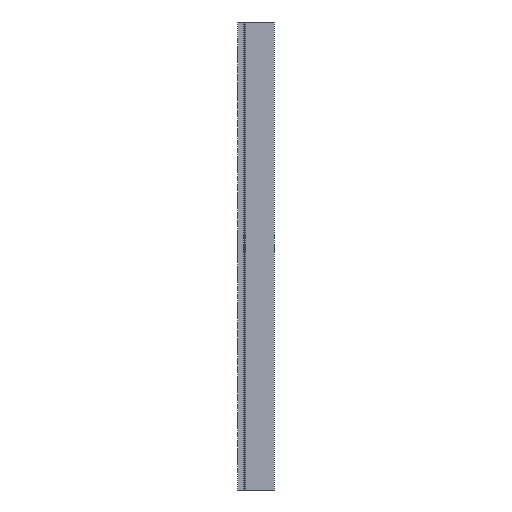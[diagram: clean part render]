
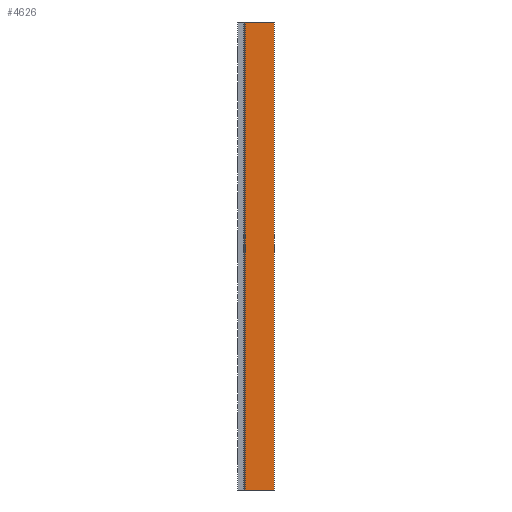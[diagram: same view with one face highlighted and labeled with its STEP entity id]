
A CAD part, left-side view. The second image highlights one B-rep face of the part: STEP entity #4626.
In plain terms, the highlighted planar face has unit normal (-1, 0, 0).
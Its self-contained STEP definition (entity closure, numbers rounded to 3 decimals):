
#628 = LINE ( 'NONE', #7934, #8462 ) ;
#1287 = VERTEX_POINT ( 'NONE', #13659 ) ;
#1639 = VECTOR ( 'NONE', #14553, 1000. ) ;
#2299 = ORIENTED_EDGE ( 'NONE', *, *, #6663, .F. ) ;
#2817 = EDGE_CURVE ( 'NONE', #10086, #1287, #628, .T. ) ;
#3003 = VECTOR ( 'NONE', #4591, 1000. ) ;
#3523 = CARTESIAN_POINT ( 'NONE',  ( -49., 0., 448. ) ) ;
#4426 = DIRECTION ( 'NONE',  ( 0., -1., 0. ) ) ;
#4591 = DIRECTION ( 'NONE',  ( 0., 0., -1. ) ) ;
#4626 = ADVANCED_FACE ( 'NONE', ( #15917 ), #9914, .F. ) ;
#4686 = VERTEX_POINT ( 'NONE', #9836 ) ;
#6124 = AXIS2_PLACEMENT_3D ( 'NONE', #8601, #13538, #8679 ) ;
#6282 = VERTEX_POINT ( 'NONE', #6737 ) ;
#6336 = EDGE_CURVE ( 'NONE', #1287, #6282, #15454, .T. ) ;
#6663 = EDGE_CURVE ( 'NONE', #4686, #6282, #14794, .T. ) ;
#6737 = CARTESIAN_POINT ( 'NONE',  ( -49., 0., 0. ) ) ;
#7934 = CARTESIAN_POINT ( 'NONE',  ( -49., 28.012, 448. ) ) ;
#8462 = VECTOR ( 'NONE', #15664, 1000. ) ;
#8601 = CARTESIAN_POINT ( 'NONE',  ( -49., 28.012, 448. ) ) ;
#8679 = DIRECTION ( 'NONE',  ( 0., 1., 0. ) ) ;
#9018 = CARTESIAN_POINT ( 'NONE',  ( -49., 28.012, 448. ) ) ;
#9536 = CARTESIAN_POINT ( 'NONE',  ( -49., 28.012, 448. ) ) ;
#9836 = CARTESIAN_POINT ( 'NONE',  ( -49., 0., 448. ) ) ;
#9914 = PLANE ( 'NONE',  #6124 ) ;
#9967 = ORIENTED_EDGE ( 'NONE', *, *, #6336, .T. ) ;
#10086 = VERTEX_POINT ( 'NONE', #9018 ) ;
#10396 = EDGE_CURVE ( 'NONE', #10086, #4686, #12069, .T. ) ;
#10758 = CARTESIAN_POINT ( 'NONE',  ( -49., 28.012, 0. ) ) ;
#12069 = LINE ( 'NONE', #9536, #1639 ) ;
#12452 = VECTOR ( 'NONE', #4426, 1000. ) ;
#13538 = DIRECTION ( 'NONE',  ( 1., 0., 0. ) ) ;
#13659 = CARTESIAN_POINT ( 'NONE',  ( -49., 28.012, 0. ) ) ;
#14553 = DIRECTION ( 'NONE',  ( 0., -1., 0. ) ) ;
#14794 = LINE ( 'NONE', #3523, #3003 ) ;
#15254 = EDGE_LOOP ( 'NONE', ( #9967, #2299, #16010, #16177 ) ) ;
#15454 = LINE ( 'NONE', #10758, #12452 ) ;
#15664 = DIRECTION ( 'NONE',  ( 0., 0., -1. ) ) ;
#15917 = FACE_OUTER_BOUND ( 'NONE', #15254, .T. ) ;
#16010 = ORIENTED_EDGE ( 'NONE', *, *, #10396, .F. ) ;
#16177 = ORIENTED_EDGE ( 'NONE', *, *, #2817, .T. ) ;
